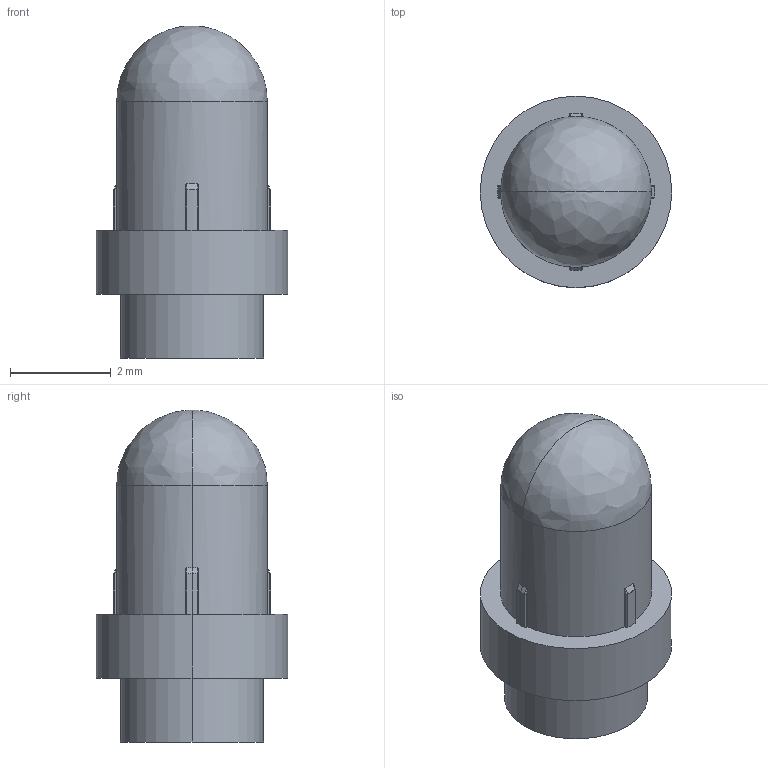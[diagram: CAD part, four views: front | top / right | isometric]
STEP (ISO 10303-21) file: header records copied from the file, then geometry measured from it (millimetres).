
FILE_DESCRIPTION (( 'STEP AP214' ), '1' );
FILE_NAME ('BIVAR__INC_PLP1-100.step', '2020-08-14T12:08:37', ( '' ), ( '' ), 'SwSTEP 2.0', 'SolidWorks 2020', '' );
FILE_SCHEMA (( 'AUTOMOTIVE_DESIGN' ));
Length unit declared in the file: inch
Products named in the file (1): BIVAR__INC_PLP1-100
Bounding box: 3.81 x 3.81 x 6.6 mm (x, y, z)
Volume: 47.8 mm3; surface area: 80.9 mm2
Topology: 1 solids, 1 shells, 58 faces, 138 edges, 82 vertices
Faces by surface type: bspline 23, cylinder 19, plane 11, cone 5
Entity records: 2057 total; most frequent: CARTESIAN_POINT 785, ORIENTED_EDGE 272, DIRECTION 246, EDGE_CURVE 136, AXIS2_PLACEMENT_3D 99, VERTEX_POINT 82, CIRCLE 63, EDGE_LOOP 60
